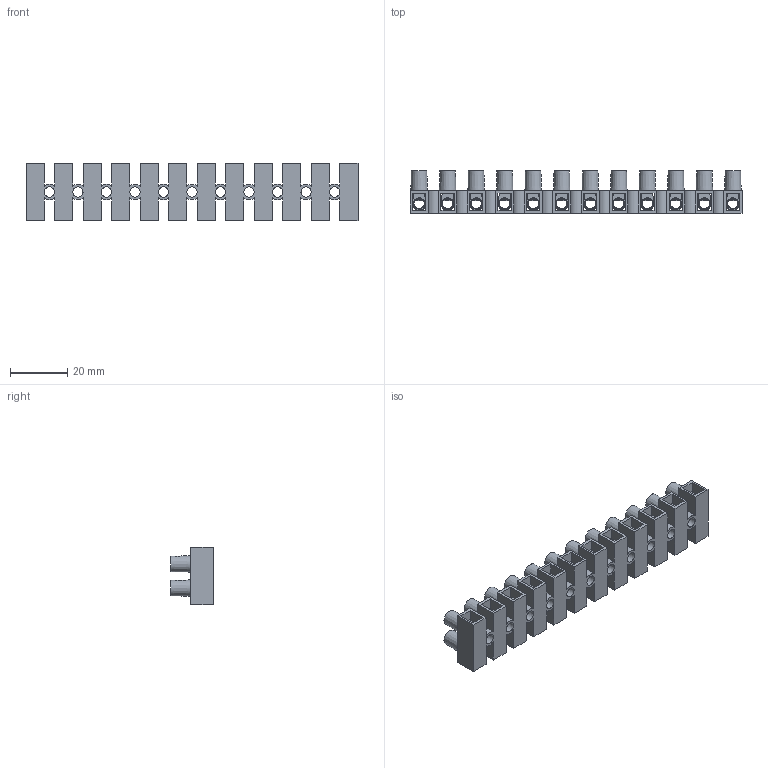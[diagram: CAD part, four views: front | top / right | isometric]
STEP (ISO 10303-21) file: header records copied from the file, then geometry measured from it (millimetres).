
FILE_DESCRIPTION(/* description */ (''),/* implementation_level */ '2;1');
FILE_NAME(/* name */ 'HE4.stp',/* time_stamp */ '2016-08-17T12:31:37-04:00',/* author */ ('CAD Station'),/* organization */ (''),/* preprocessor_version */ 'ST-DEVELOPER v16.1',/* originating_system */ 'Autodesk Inventor 2016',/* authorisation */ '');
FILE_SCHEMA (('AUTOMOTIVE_DESIGN { 1 0 10303 214 3 1 1 }'));
Length unit declared in the file: millimetre
Products named in the file (4): hus4; INL4WPR; M3; HE4
Assembly tree (37 placements, depth 2):
  HE4
    hus4
    INL4WPR  x12
    M3  x24
Bounding box: 116.4 x 15 x 20 mm (x, y, z)
Volume: 10417.1 mm3; surface area: 27018.7 mm2
Topology: 49 solids, 49 shells, 813 faces, 1940 edges, 1273 vertices
Faces by surface type: plane 420, cylinder 201, cone 120, torus 72
Full cylindrical faces by diameter (mm): 2.46 x24, 3 x48, 3.6 x23, 4.2 x24, 4.6 x24
Entity records: 8843 total; most frequent: CARTESIAN_POINT 1633, DIRECTION 1474, ORIENTED_EDGE 1246, EDGE_CURVE 623, AXIS2_PLACEMENT_3D 536, EDGE_LOOP 508, VERTEX_POINT 469, LINE 402
